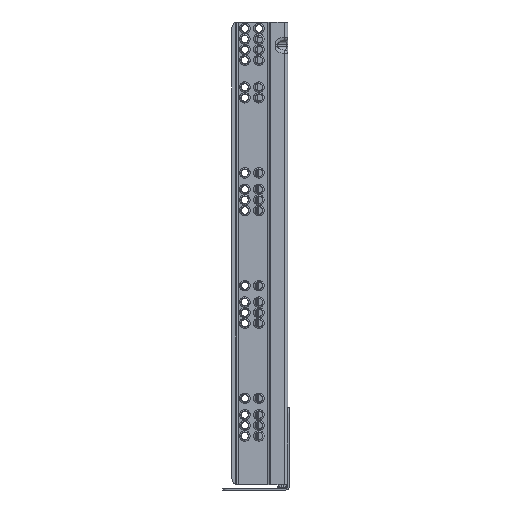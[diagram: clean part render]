
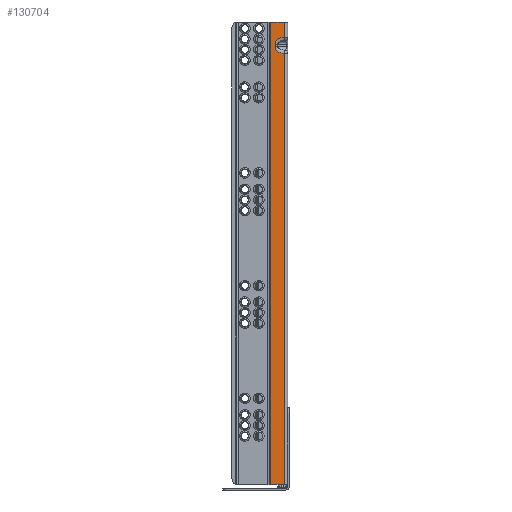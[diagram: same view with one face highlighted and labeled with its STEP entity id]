
A CAD part, left-side view. The second image highlights one B-rep face of the part: STEP entity #130704.
In plain terms, the highlighted planar face has unit normal (-1, 0, 0).
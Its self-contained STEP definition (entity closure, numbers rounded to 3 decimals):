
#3306 = CARTESIAN_POINT ( 'NONE',  ( 0., -24.2, -26.988 ) ) ;
#3429 =( BOUNDED_CURVE ( )  B_SPLINE_CURVE ( 3, ( #3306, #48252, #68588, #23651 ),
 .UNSPECIFIED., .F., .F. ) 
 B_SPLINE_CURVE_WITH_KNOTS ( ( 4, 4 ),
 ( 4.776, 6.283 ),
 .UNSPECIFIED. ) 
 CURVE ( )  GEOMETRIC_REPRESENTATION_ITEM ( )  RATIONAL_B_SPLINE_CURVE ( ( 1., 0.82, 0.82, 1. ) ) 
 REPRESENTATION_ITEM ( '' )  );
#5807 = CARTESIAN_POINT ( 'NONE',  ( 0., -24.2, -394. ) ) ;
#9873 = FACE_OUTER_BOUND ( 'NONE', #57404, .T. ) ;
#12609 = DIRECTION ( 'NONE',  ( 0., 0., 1. ) ) ;
#13856 = LINE ( 'NONE', #26148, #106050 ) ;
#14436 = AXIS2_PLACEMENT_3D ( 'NONE', #43212, #133851, #122960 ) ;
#19448 = VECTOR ( 'NONE', #97959, 1000. ) ;
#21656 = VERTEX_POINT ( 'NONE', #133385 ) ;
#23050 = CARTESIAN_POINT ( 'NONE',  ( 0., -24.2, -26.988 ) ) ;
#23651 = CARTESIAN_POINT ( 'NONE',  ( 0., -16.257, -21. ) ) ;
#24731 = DIRECTION ( 'NONE',  ( 0., -1., 0. ) ) ;
#26148 = CARTESIAN_POINT ( 'NONE',  ( 0., -12.443, 0. ) ) ;
#29232 = DIRECTION ( 'NONE',  ( 0., 0., 1. ) ) ;
#29394 = CARTESIAN_POINT ( 'NONE',  ( 0., -16.257, -15.661 ) ) ;
#31893 = VERTEX_POINT ( 'NONE', #54689 ) ;
#32643 = VERTEX_POINT ( 'NONE', #45692 ) ;
#35778 = LINE ( 'NONE', #90912, #89409 ) ;
#35969 = VECTOR ( 'NONE', #111942, 1000. ) ;
#39254 = CARTESIAN_POINT ( 'NONE',  ( 0., -24.2, 0. ) ) ;
#41109 = EDGE_CURVE ( 'NONE', #32643, #21656, #41566, .T. ) ;
#41566 = LINE ( 'NONE', #130063, #51107 ) ;
#43029 = ORIENTED_EDGE ( 'NONE', *, *, #46496, .F. ) ;
#43212 = CARTESIAN_POINT ( 'NONE',  ( 0., -12.443, -394. ) ) ;
#44128 = VECTOR ( 'NONE', #105171, 1000. ) ;
#44902 = EDGE_CURVE ( 'NONE', #67496, #140566, #35778, .T. ) ;
#45692 = CARTESIAN_POINT ( 'NONE',  ( 0., -16.257, -21. ) ) ;
#46496 = EDGE_CURVE ( 'NONE', #140566, #125228, #13856, .T. ) ;
#48252 = CARTESIAN_POINT ( 'NONE',  ( 0., -19.488, -26.774 ) ) ;
#51107 = VECTOR ( 'NONE', #29232, 1000. ) ;
#52642 = CARTESIAN_POINT ( 'NONE',  ( 0., -12.443, 0. ) ) ;
#53700 = CARTESIAN_POINT ( 'NONE',  ( 0., -24.2, -394. ) ) ;
#54689 = CARTESIAN_POINT ( 'NONE',  ( 0., -24.2, -13.012 ) ) ;
#55219 = EDGE_CURVE ( 'NONE', #67496, #110006, #134396, .T. ) ;
#57404 = EDGE_LOOP ( 'NONE', ( #119942, #80516, #94940, #58391, #65822, #43029, #104385, #138967 ) ) ;
#58391 = ORIENTED_EDGE ( 'NONE', *, *, #109581, .T. ) ;
#61245 = EDGE_CURVE ( 'NONE', #31893, #125228, #102325, .T. ) ;
#62054 = CARTESIAN_POINT ( 'NONE',  ( 0., -24.2, -13.012 ) ) ;
#65822 = ORIENTED_EDGE ( 'NONE', *, *, #61245, .T. ) ;
#67496 = VERTEX_POINT ( 'NONE', #120062 ) ;
#68588 = CARTESIAN_POINT ( 'NONE',  ( 0., -16.257, -24.339 ) ) ;
#73015 = EDGE_CURVE ( 'NONE', #110006, #95477, #116868, .T. ) ;
#80516 = ORIENTED_EDGE ( 'NONE', *, *, #121605, .T. ) ;
#89409 = VECTOR ( 'NONE', #12609, 1000. ) ;
#90912 = CARTESIAN_POINT ( 'NONE',  ( 0., -12.443, -394. ) ) ;
#94940 = ORIENTED_EDGE ( 'NONE', *, *, #41109, .T. ) ;
#95477 = VERTEX_POINT ( 'NONE', #23050 ) ;
#97959 = DIRECTION ( 'NONE',  ( 0., 0., 1. ) ) ;
#99064 = PLANE ( 'NONE',  #14436 ) ;
#102325 = LINE ( 'NONE', #5807, #44128 ) ;
#104385 = ORIENTED_EDGE ( 'NONE', *, *, #44902, .F. ) ;
#105171 = DIRECTION ( 'NONE',  ( 0., 0., 1. ) ) ;
#106050 = VECTOR ( 'NONE', #24731, 1000. ) ;
#109581 = EDGE_CURVE ( 'NONE', #21656, #31893, #132212, .T. ) ;
#110006 = VERTEX_POINT ( 'NONE', #138763 ) ;
#111942 = DIRECTION ( 'NONE',  ( 0., -1., 0. ) ) ;
#112643 = CARTESIAN_POINT ( 'NONE',  ( 0., -12.443, -394. ) ) ;
#115068 = CARTESIAN_POINT ( 'NONE',  ( 0., -16.257, -19. ) ) ;
#115779 = CARTESIAN_POINT ( 'NONE',  ( 0., -19.488, -13.226 ) ) ;
#116868 = LINE ( 'NONE', #53700, #19448 ) ;
#119942 = ORIENTED_EDGE ( 'NONE', *, *, #73015, .T. ) ;
#120062 = CARTESIAN_POINT ( 'NONE',  ( 0., -12.443, -394. ) ) ;
#121605 = EDGE_CURVE ( 'NONE', #95477, #32643, #3429, .T. ) ;
#122960 = DIRECTION ( 'NONE',  ( 0., 0., 1. ) ) ;
#125228 = VERTEX_POINT ( 'NONE', #39254 ) ;
#130063 = CARTESIAN_POINT ( 'NONE',  ( 0., -16.257, -19. ) ) ;
#130704 = ADVANCED_FACE ( 'NONE', ( #9873 ), #99064, .T. ) ;
#132212 =( BOUNDED_CURVE ( )  B_SPLINE_CURVE ( 3, ( #115068, #29394, #115779, #62054 ),
 .UNSPECIFIED., .F., .F. ) 
 B_SPLINE_CURVE_WITH_KNOTS ( ( 4, 4 ),
 ( 3.142, 4.648 ),
 .UNSPECIFIED. ) 
 CURVE ( )  GEOMETRIC_REPRESENTATION_ITEM ( )  RATIONAL_B_SPLINE_CURVE ( ( 1., 0.82, 0.82, 1. ) ) 
 REPRESENTATION_ITEM ( '' )  );
#133385 = CARTESIAN_POINT ( 'NONE',  ( 0., -16.257, -19. ) ) ;
#133851 = DIRECTION ( 'NONE',  ( -1., 0., 0. ) ) ;
#134396 = LINE ( 'NONE', #112643, #35969 ) ;
#138763 = CARTESIAN_POINT ( 'NONE',  ( 0., -24.2, -394. ) ) ;
#138967 = ORIENTED_EDGE ( 'NONE', *, *, #55219, .T. ) ;
#140566 = VERTEX_POINT ( 'NONE', #52642 ) ;
